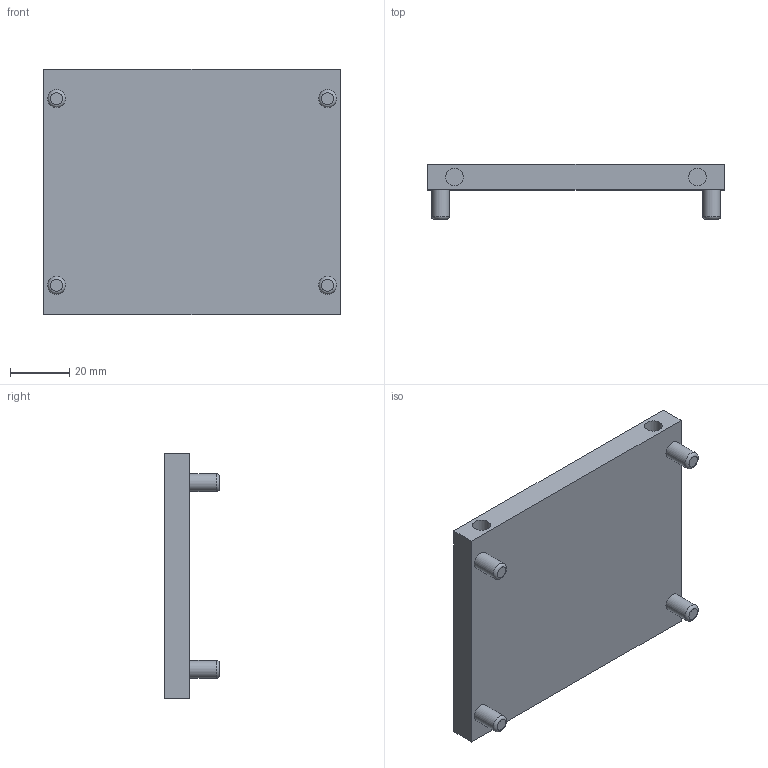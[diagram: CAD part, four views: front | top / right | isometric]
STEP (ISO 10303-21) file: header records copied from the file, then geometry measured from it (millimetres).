
FILE_DESCRIPTION(('STEP AP203'), '1');
FILE_NAME('櫻蠉錪', '', ('UNSPECIFIED'), ('UNSPECIFIED'), 'C3D Converter', 'C3D Toolkit', '');
FILE_SCHEMA(('CONFIG_CONTROL_DESIGN'));
Length unit declared in the file: millimetre
Bounding box: 100 x 18.5 x 83 mm (x, y, z)
Volume: 70535 mm3; surface area: 21184.8 mm2
Topology: 1 solids, 1 shells, 26 faces, 44 edges, 28 vertices
Faces by surface type: plane 14, cylinder 8, torus 4
Full cylindrical faces by diameter (mm): 6 x8
Entity records: 596 total; most frequent: DIRECTION 106, CARTESIAN_POINT 87, ORIENTED_EDGE 64, AXIS2_PLACEMENT_3D 47, EDGE_LOOP 46, EDGE_CURVE 32, VERTEX_POINT 28, ADVANCED_FACE 26
